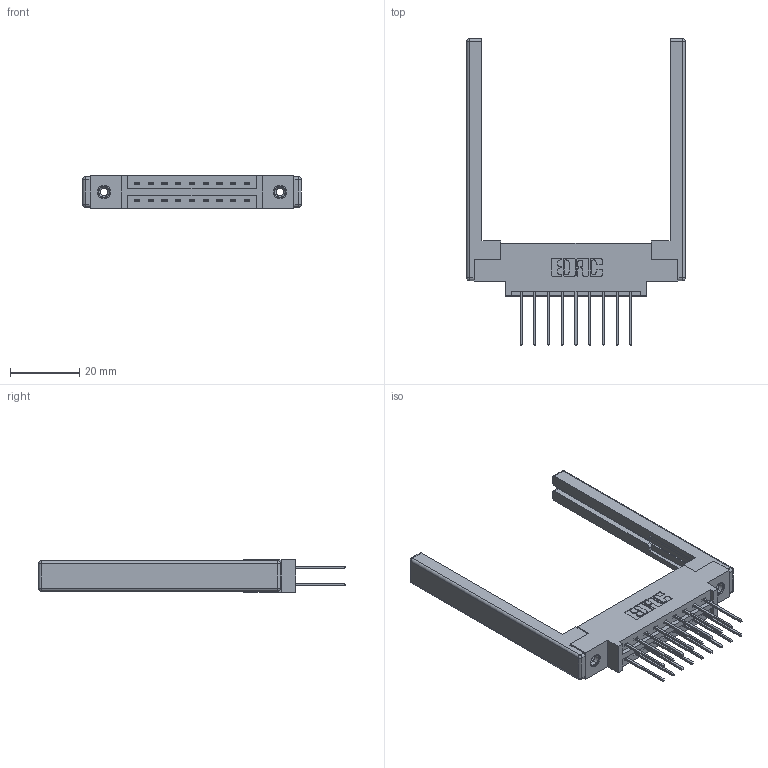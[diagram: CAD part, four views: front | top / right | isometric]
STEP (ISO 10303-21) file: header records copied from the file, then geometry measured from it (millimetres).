
FILE_DESCRIPTION (( 'STEP AP203' ), '1' );
FILE_NAME ('387-018-540-868.STEP', '2019-10-16T01:09:28', ( '' ), ( '' ), 'SwSTEP 2.0', 'SolidWorks 2016', '' );
FILE_SCHEMA (( 'CONFIG_CONTROL_DESIGN' ));
Length unit declared in the file: inch
Products named in the file (5): 345-292-001_345-293-140; 387-018-540-868; 345-250-001_345-250-001-102; 337 Part_0.170 Offset - 0.156 Dia-TI; 307-220-068
Assembly tree (23 placements, depth 2):
  387-018-540-868
    337 Part_0.170 Offset - 0.156 Dia-TI
    345-292-001_345-293-140  x18
    345-250-001_345-250-001-102  x2
    307-220-068  x2
Bounding box: 63.09 x 88.52 x 9.4 mm (x, y, z)
Volume: 10545.6 mm3; surface area: 11123.7 mm2
Topology: 23 solids, 23 shells, 1244 faces, 3611 edges, 2362 vertices
Faces by surface type: plane 846, cylinder 374, cone 12, sphere 8, torus 4
Entity records: 14156 total; most frequent: CARTESIAN_POINT 2379, ORIENTED_EDGE 2304, DIRECTION 2154, EDGE_CURVE 1152, LINE 974, VECTOR 974, VERTEX_POINT 758, AXIS2_PLACEMENT_3D 590
